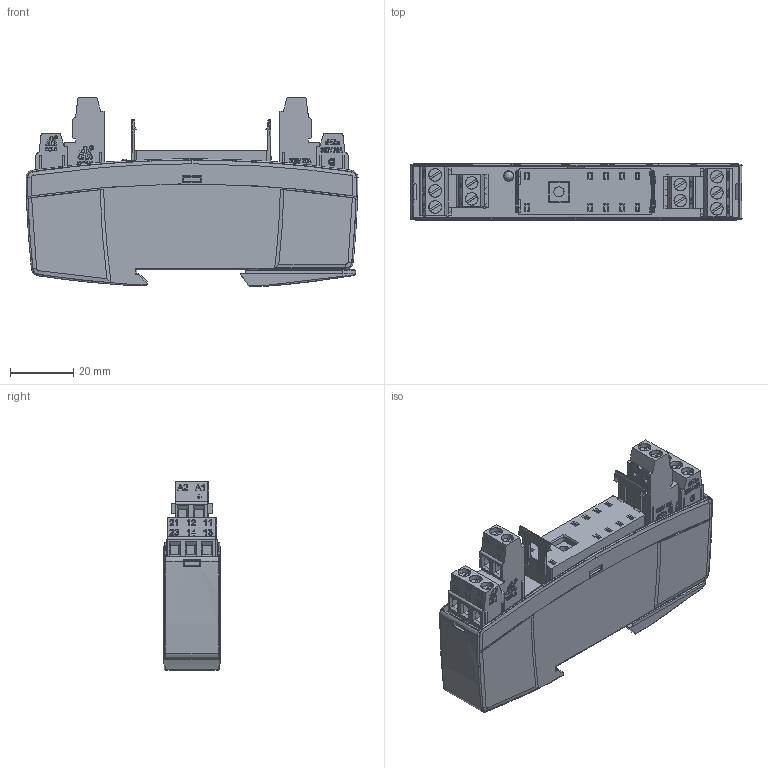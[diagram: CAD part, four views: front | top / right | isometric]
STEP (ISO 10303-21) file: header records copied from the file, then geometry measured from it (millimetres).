
FILE_DESCRIPTION (( 'STEP AP214' ), '1' );
FILE_NAME ('HC3096N-102-24.STEP', '2018-03-26T21:50:35', ( '' ), ( '' ), 'SwSTEP 2.0', 'SolidWorks 2017', '' );
FILE_SCHEMA (( 'AUTOMOTIVE_DESIGN' ));
Length unit declared in the file: inch
Products named in the file (1): HC3096N-102-24
Bounding box: 105.2 x 17.9 x 59.8 mm (x, y, z)
Volume: 71119.4 mm3; surface area: 23157.7 mm2
Topology: 1 solids, 29 shells, 3646 faces, 9694 edges, 6354 vertices
Faces by surface type: plane 2404, cylinder 678, bspline 518, cone 42, torus 4
Entity records: 126794 total; most frequent: CARTESIAN_POINT 43333, ORIENTED_EDGE 19356, DIRECTION 13186, EDGE_CURVE 9678, VECTOR 6658, LINE 6658, VERTEX_POINT 6354, EDGE_LOOP 3994
